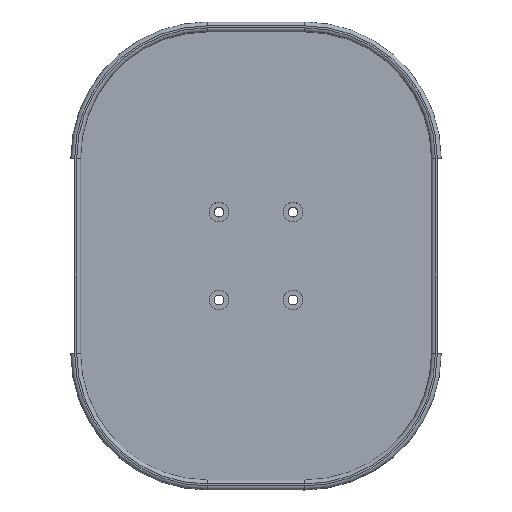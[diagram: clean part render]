
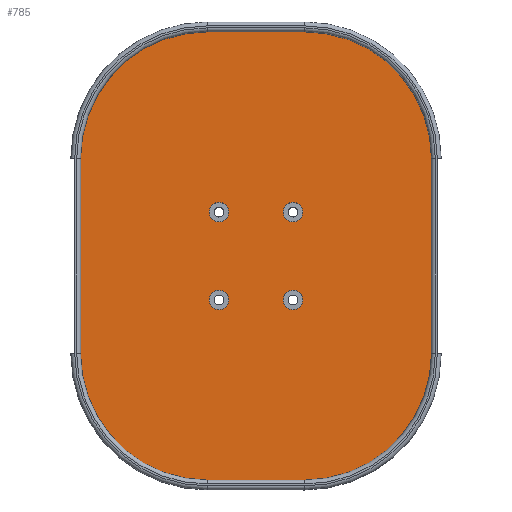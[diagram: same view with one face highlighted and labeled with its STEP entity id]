
A CAD part, top view. The second image highlights one B-rep face of the part: STEP entity #785.
In plain terms, the highlighted planar face has unit normal (0, 0, 1).
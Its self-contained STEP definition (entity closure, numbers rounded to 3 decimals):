
#24=FACE_BOUND('',#267,.T.);
#25=FACE_BOUND('',#268,.T.);
#26=FACE_BOUND('',#269,.T.);
#27=FACE_BOUND('',#270,.T.);
#41=PLANE('',#912);
#80=LINE('',#1350,#134);
#83=LINE('',#1358,#137);
#93=LINE('',#1388,#147);
#94=LINE('',#1390,#148);
#134=VECTOR('',#1098,10.);
#137=VECTOR('',#1107,10.);
#147=VECTOR('',#1139,10.);
#148=VECTOR('',#1142,10.);
#212=FACE_OUTER_BOUND('',#266,.T.);
#266=EDGE_LOOP('',(#674,#675,#676,#677,#678,#679,#680,#681));
#267=EDGE_LOOP('',(#682));
#268=EDGE_LOOP('',(#683));
#269=EDGE_LOOP('',(#684));
#270=EDGE_LOOP('',(#685));
#328=CIRCLE('',#896,65.);
#329=CIRCLE('',#899,65.);
#334=CIRCLE('',#908,65.);
#335=CIRCLE('',#910,65.);
#336=CIRCLE('',#913,5.);
#337=CIRCLE('',#914,5.);
#338=CIRCLE('',#915,5.);
#339=CIRCLE('',#916,5.);
#390=VERTEX_POINT('',#1342);
#391=VERTEX_POINT('',#1344);
#392=VERTEX_POINT('',#1348);
#393=VERTEX_POINT('',#1352);
#394=VERTEX_POINT('',#1356);
#401=VERTEX_POINT('',#1378);
#402=VERTEX_POINT('',#1382);
#403=VERTEX_POINT('',#1384);
#404=VERTEX_POINT('',#1391);
#405=VERTEX_POINT('',#1393);
#406=VERTEX_POINT('',#1395);
#407=VERTEX_POINT('',#1397);
#479=EDGE_CURVE('',#391,#390,#328,.T.);
#482=EDGE_CURVE('',#390,#392,#80,.T.);
#484=EDGE_CURVE('',#392,#393,#329,.T.);
#486=EDGE_CURVE('',#393,#394,#83,.T.);
#498=EDGE_CURVE('',#394,#401,#334,.T.);
#500=EDGE_CURVE('',#403,#402,#335,.T.);
#502=EDGE_CURVE('',#401,#403,#93,.T.);
#503=EDGE_CURVE('',#402,#391,#94,.T.);
#504=EDGE_CURVE('',#404,#404,#336,.T.);
#505=EDGE_CURVE('',#405,#405,#337,.T.);
#506=EDGE_CURVE('',#406,#406,#338,.T.);
#507=EDGE_CURVE('',#407,#407,#339,.T.);
#674=ORIENTED_EDGE('',*,*,#479,.T.);
#675=ORIENTED_EDGE('',*,*,#482,.T.);
#676=ORIENTED_EDGE('',*,*,#484,.T.);
#677=ORIENTED_EDGE('',*,*,#486,.T.);
#678=ORIENTED_EDGE('',*,*,#498,.T.);
#679=ORIENTED_EDGE('',*,*,#502,.T.);
#680=ORIENTED_EDGE('',*,*,#500,.T.);
#681=ORIENTED_EDGE('',*,*,#503,.T.);
#682=ORIENTED_EDGE('',*,*,#504,.T.);
#683=ORIENTED_EDGE('',*,*,#505,.T.);
#684=ORIENTED_EDGE('',*,*,#506,.T.);
#685=ORIENTED_EDGE('',*,*,#507,.T.);
#785=ADVANCED_FACE('',(#212,#24,#25,#26,#27),#41,.T.);
#896=AXIS2_PLACEMENT_3D('',#1345,#1092,#1093);
#899=AXIS2_PLACEMENT_3D('',#1354,#1102,#1103);
#908=AXIS2_PLACEMENT_3D('',#1380,#1129,#1130);
#910=AXIS2_PLACEMENT_3D('',#1385,#1134,#1135);
#912=AXIS2_PLACEMENT_3D('',#1389,#1140,#1141);
#913=AXIS2_PLACEMENT_3D('',#1392,#1143,#1144);
#914=AXIS2_PLACEMENT_3D('',#1394,#1145,#1146);
#915=AXIS2_PLACEMENT_3D('',#1396,#1147,#1148);
#916=AXIS2_PLACEMENT_3D('',#1398,#1149,#1150);
#1092=DIRECTION('center_axis',(0.,0.,1.));
#1093=DIRECTION('ref_axis',(0.,1.,0.));
#1098=DIRECTION('',(0.,1.,0.));
#1102=DIRECTION('center_axis',(0.,0.,1.));
#1103=DIRECTION('ref_axis',(-1.,0.,0.));
#1107=DIRECTION('',(-1.,0.,0.));
#1129=DIRECTION('center_axis',(0.,0.,1.));
#1130=DIRECTION('ref_axis',(0.,-1.,0.));
#1134=DIRECTION('center_axis',(0.,0.,1.));
#1135=DIRECTION('ref_axis',(1.,0.,0.));
#1139=DIRECTION('',(0.,-1.,0.));
#1140=DIRECTION('center_axis',(0.,0.,1.));
#1141=DIRECTION('ref_axis',(1.,0.,0.));
#1142=DIRECTION('',(1.,0.,0.));
#1143=DIRECTION('center_axis',(0.,0.,-1.));
#1144=DIRECTION('ref_axis',(-1.,0.,0.));
#1145=DIRECTION('center_axis',(0.,0.,-1.));
#1146=DIRECTION('ref_axis',(-1.,0.,0.));
#1147=DIRECTION('center_axis',(0.,0.,-1.));
#1148=DIRECTION('ref_axis',(-1.,0.,0.));
#1149=DIRECTION('center_axis',(0.,0.,-1.));
#1150=DIRECTION('ref_axis',(-1.,0.,0.));
#1342=CARTESIAN_POINT('',(67.,-18.,20.));
#1344=CARTESIAN_POINT('',(2.,-83.,20.));
#1345=CARTESIAN_POINT('Origin',(2.,-18.,20.));
#1348=CARTESIAN_POINT('',(67.,82.,20.));
#1350=CARTESIAN_POINT('',(67.,-25.5,20.));
#1352=CARTESIAN_POINT('',(2.,147.,20.));
#1354=CARTESIAN_POINT('Origin',(2.,82.,20.));
#1356=CARTESIAN_POINT('',(-48.,147.,20.));
#1358=CARTESIAN_POINT('',(22.,147.,20.));
#1378=CARTESIAN_POINT('',(-113.,82.,20.));
#1380=CARTESIAN_POINT('Origin',(-48.,82.,20.));
#1382=CARTESIAN_POINT('',(-48.,-83.,20.));
#1384=CARTESIAN_POINT('',(-113.,-18.,20.));
#1385=CARTESIAN_POINT('Origin',(-48.,-18.,20.));
#1388=CARTESIAN_POINT('',(-113.,89.5,20.));
#1389=CARTESIAN_POINT('Origin',(-23.,32.,20.));
#1390=CARTESIAN_POINT('',(-68.,-83.,20.));
#1391=CARTESIAN_POINT('',(-37.,9.5,20.));
#1392=CARTESIAN_POINT('Origin',(-42.,9.5,20.));
#1393=CARTESIAN_POINT('',(1.,54.5,20.));
#1394=CARTESIAN_POINT('Origin',(-4.,54.5,20.));
#1395=CARTESIAN_POINT('',(-37.,54.5,20.));
#1396=CARTESIAN_POINT('Origin',(-42.,54.5,20.));
#1397=CARTESIAN_POINT('',(1.,9.5,20.));
#1398=CARTESIAN_POINT('Origin',(-4.,9.5,20.));
